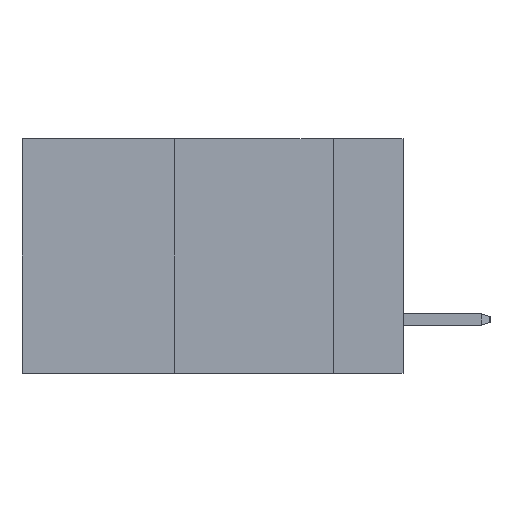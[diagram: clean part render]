
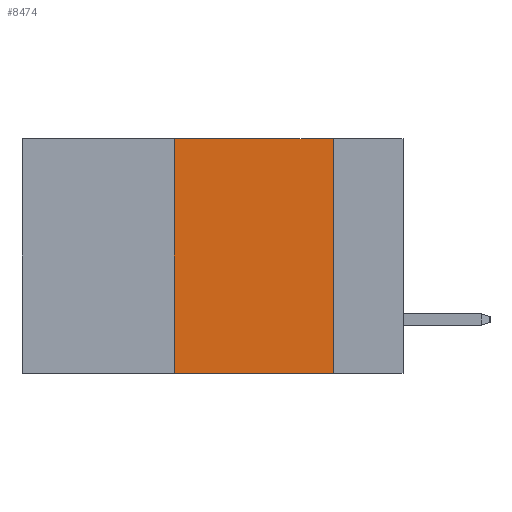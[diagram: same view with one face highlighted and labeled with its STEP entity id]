
A CAD part, left-side view. The second image highlights one B-rep face of the part: STEP entity #8474.
In plain terms, the highlighted planar face has unit normal (-1, 0, 0).
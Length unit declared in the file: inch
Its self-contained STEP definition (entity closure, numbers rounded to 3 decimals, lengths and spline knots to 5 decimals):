
#148 = VERTEX_POINT ( 'NONE', #1089 ) ;
#590 = DIRECTION ( 'NONE',  ( 0., 0., -1. ) ) ;
#740 = FACE_OUTER_BOUND ( 'NONE', #2122, .T. ) ;
#858 = CARTESIAN_POINT ( 'NONE',  ( 0., 0.36, 0. ) ) ;
#1089 = CARTESIAN_POINT ( 'NONE',  ( 0., 0.11, 0. ) ) ;
#1158 = VERTEX_POINT ( 'NONE', #858 ) ;
#1346 = DIRECTION ( 'NONE',  ( 0., 0., -1. ) ) ;
#1591 = LINE ( 'NONE', #8712, #6712 ) ;
#1869 = CARTESIAN_POINT ( 'NONE',  ( 0., 0.6, -0.37 ) ) ;
#1917 = DIRECTION ( 'NONE',  ( 0., -1., 0. ) ) ;
#2010 = AXIS2_PLACEMENT_3D ( 'NONE', #3870, #3109, #590 ) ;
#2074 = VECTOR ( 'NONE', #1917, 39.37008 ) ;
#2122 = EDGE_LOOP ( 'NONE', ( #9954, #4850, #7989, #3155 ) ) ;
#2232 = VECTOR ( 'NONE', #1346, 39.37008 ) ;
#2274 = EDGE_CURVE ( 'NONE', #1158, #148, #9623, .T. ) ;
#2547 = CARTESIAN_POINT ( 'NONE',  ( 0., 0.6, 0. ) ) ;
#2643 = EDGE_CURVE ( 'NONE', #148, #9294, #2788, .T. ) ;
#2788 = LINE ( 'NONE', #7490, #2232 ) ;
#3109 = DIRECTION ( 'NONE',  ( 1., 0., 0. ) ) ;
#3155 = ORIENTED_EDGE ( 'NONE', *, *, #4884, .T. ) ;
#3870 = CARTESIAN_POINT ( 'NONE',  ( 0., 0.6, 0. ) ) ;
#4571 = CARTESIAN_POINT ( 'NONE',  ( 0., 0.11, -0.37 ) ) ;
#4649 = PLANE ( 'NONE',  #2010 ) ;
#4788 = DIRECTION ( 'NONE',  ( 0., 0., 1. ) ) ;
#4850 = ORIENTED_EDGE ( 'NONE', *, *, #2274, .F. ) ;
#4884 = EDGE_CURVE ( 'NONE', #5400, #9294, #8945, .T. ) ;
#4920 = DIRECTION ( 'NONE',  ( 0., -1., 0. ) ) ;
#5400 = VERTEX_POINT ( 'NONE', #9374 ) ;
#5603 = EDGE_CURVE ( 'NONE', #5400, #1158, #1591, .T. ) ;
#6712 = VECTOR ( 'NONE', #4788, 39.37008 ) ;
#7490 = CARTESIAN_POINT ( 'NONE',  ( 0., 0.11, 0. ) ) ;
#7989 = ORIENTED_EDGE ( 'NONE', *, *, #5603, .F. ) ;
#8474 = ADVANCED_FACE ( 'NONE', ( #740 ), #4649, .F. ) ;
#8712 = CARTESIAN_POINT ( 'NONE',  ( 0., 0.36, 0. ) ) ;
#8945 = LINE ( 'NONE', #1869, #2074 ) ;
#8993 = VECTOR ( 'NONE', #4920, 39.37008 ) ;
#9294 = VERTEX_POINT ( 'NONE', #4571 ) ;
#9374 = CARTESIAN_POINT ( 'NONE',  ( 0., 0.36, -0.37 ) ) ;
#9623 = LINE ( 'NONE', #2547, #8993 ) ;
#9954 = ORIENTED_EDGE ( 'NONE', *, *, #2643, .F. ) ;
